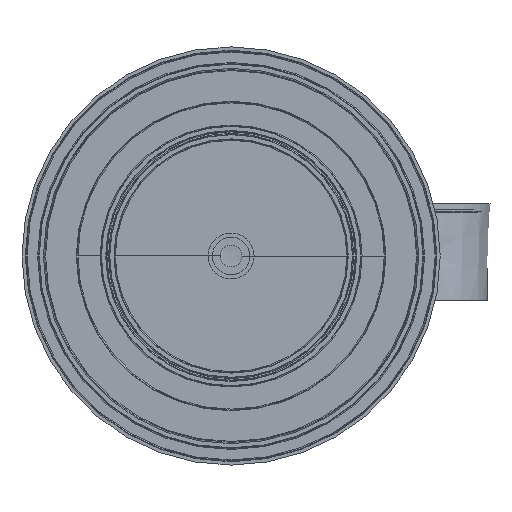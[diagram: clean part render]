
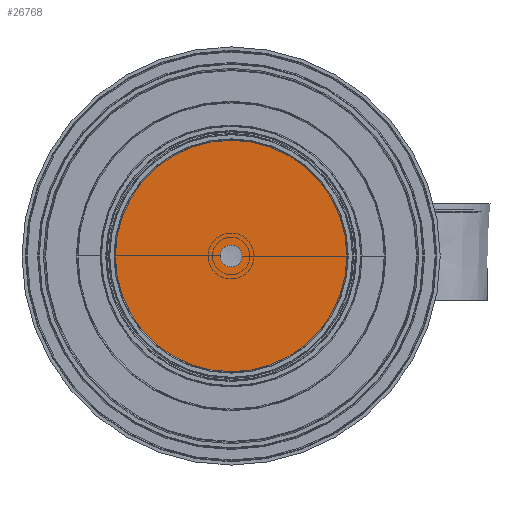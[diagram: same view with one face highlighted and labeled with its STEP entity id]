
A CAD part, front view. The second image highlights one B-rep face of the part: STEP entity #26768.
In plain terms, the highlighted planar face has unit normal (0, -1, 0).
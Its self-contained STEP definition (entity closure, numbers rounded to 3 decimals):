
#1822 = CIRCLE ( 'NONE', #6327, 5.25 ) ;
#2004 = VERTEX_POINT ( 'NONE', #36496 ) ;
#3348 = CARTESIAN_POINT ( 'NONE',  ( 0., -2., -5.25 ) ) ;
#3591 = DIRECTION ( 'NONE',  ( 0., 0., -1. ) ) ;
#3602 = CIRCLE ( 'NONE', #4903, 5.25 ) ;
#3826 = DIRECTION ( 'NONE',  ( 0., 0., -1. ) ) ;
#4903 = AXIS2_PLACEMENT_3D ( 'NONE', #12972, #31444, #25421 ) ;
#6056 = ORIENTED_EDGE ( 'NONE', *, *, #6952, .T. ) ;
#6327 = AXIS2_PLACEMENT_3D ( 'NONE', #27502, #17669, #11854 ) ;
#6855 = DIRECTION ( 'NONE',  ( 0., -1., 0. ) ) ;
#6952 = EDGE_CURVE ( 'NONE', #18449, #12054, #12124, .T. ) ;
#8139 = CARTESIAN_POINT ( 'NONE',  ( 0., -2., 55.356 ) ) ;
#9630 = PLANE ( 'NONE',  #14385 ) ;
#9835 = FACE_OUTER_BOUND ( 'NONE', #35505, .T. ) ;
#10447 = ORIENTED_EDGE ( 'NONE', *, *, #38602, .F. ) ;
#11470 = AXIS2_PLACEMENT_3D ( 'NONE', #15492, #6855, #3826 ) ;
#11820 = ORIENTED_EDGE ( 'NONE', *, *, #16478, .F. ) ;
#11854 = DIRECTION ( 'NONE',  ( 0., 0., -1. ) ) ;
#12054 = VERTEX_POINT ( 'NONE', #8139 ) ;
#12091 = EDGE_LOOP ( 'NONE', ( #11820, #10447 ) ) ;
#12124 = CIRCLE ( 'NONE', #11470, 55.356 ) ;
#12972 = CARTESIAN_POINT ( 'NONE',  ( 0., -2., 0. ) ) ;
#14385 = AXIS2_PLACEMENT_3D ( 'NONE', #34141, #34337, #3591 ) ;
#15492 = CARTESIAN_POINT ( 'NONE',  ( 0., -2., 0. ) ) ;
#16478 = EDGE_CURVE ( 'NONE', #32015, #2004, #1822, .T. ) ;
#17669 = DIRECTION ( 'NONE',  ( 0., -1., 0. ) ) ;
#18449 = VERTEX_POINT ( 'NONE', #19130 ) ;
#18856 = FACE_BOUND ( 'NONE', #12091, .T. ) ;
#19130 = CARTESIAN_POINT ( 'NONE',  ( 0., -2., -55.356 ) ) ;
#25421 = DIRECTION ( 'NONE',  ( 0., 0., -1. ) ) ;
#25446 = AXIS2_PLACEMENT_3D ( 'NONE', #30354, #36966, #27337 ) ;
#26768 = ADVANCED_FACE ( 'NONE', ( #18856, #9835 ), #9630, .T. ) ;
#27337 = DIRECTION ( 'NONE',  ( 0., 0., -1. ) ) ;
#27502 = CARTESIAN_POINT ( 'NONE',  ( 0., -2., 0. ) ) ;
#30271 = EDGE_CURVE ( 'NONE', #12054, #18449, #35065, .T. ) ;
#30354 = CARTESIAN_POINT ( 'NONE',  ( 0., -2., 0. ) ) ;
#31444 = DIRECTION ( 'NONE',  ( 0., -1., 0. ) ) ;
#32015 = VERTEX_POINT ( 'NONE', #3348 ) ;
#34141 = CARTESIAN_POINT ( 'NONE',  ( 55.843, -2., 0. ) ) ;
#34337 = DIRECTION ( 'NONE',  ( 0., -1., 0. ) ) ;
#35065 = CIRCLE ( 'NONE', #25446, 55.356 ) ;
#35505 = EDGE_LOOP ( 'NONE', ( #6056, #39519 ) ) ;
#36496 = CARTESIAN_POINT ( 'NONE',  ( 0., -2., 5.25 ) ) ;
#36966 = DIRECTION ( 'NONE',  ( 0., -1., 0. ) ) ;
#38602 = EDGE_CURVE ( 'NONE', #2004, #32015, #3602, .T. ) ;
#39519 = ORIENTED_EDGE ( 'NONE', *, *, #30271, .T. ) ;
